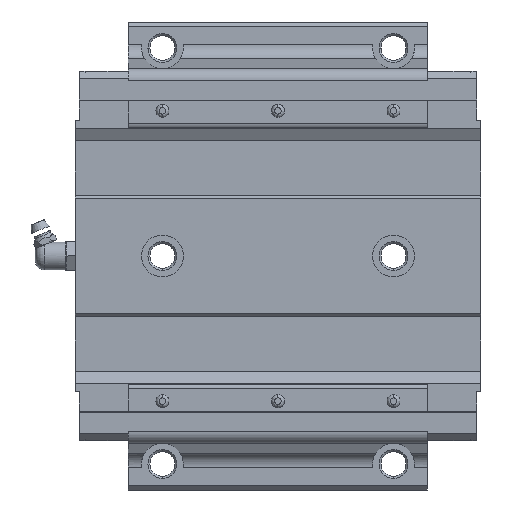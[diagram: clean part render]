
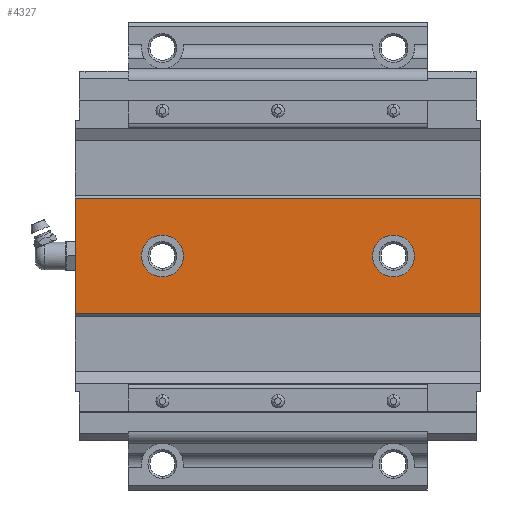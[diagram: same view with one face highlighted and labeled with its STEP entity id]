
A CAD part, front view. The second image highlights one B-rep face of the part: STEP entity #4327.
In plain terms, the highlighted planar face has unit normal (0, -1, 0).
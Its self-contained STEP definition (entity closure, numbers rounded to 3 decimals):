
#33 = EDGE_CURVE ( 'NONE', #3071, #5531, #7017, .T. ) ;
#57 = AXIS2_PLACEMENT_3D ( 'NONE', #6649, #6606, #1375 ) ;
#506 = DIRECTION ( 'NONE',  ( 1., 0., 0. ) ) ;
#969 = ORIENTED_EDGE ( 'NONE', *, *, #6315, .T. ) ;
#971 = DIRECTION ( 'NONE',  ( 0., 0., -1. ) ) ;
#1357 = VERTEX_POINT ( 'NONE', #4626 ) ;
#1375 = DIRECTION ( 'NONE',  ( 0., 0., 1. ) ) ;
#1410 = CARTESIAN_POINT ( 'NONE',  ( -70.25, 19.6, -20. ) ) ;
#1579 = AXIS2_PLACEMENT_3D ( 'NONE', #2195, #6917, #8160 ) ;
#1741 = ORIENTED_EDGE ( 'NONE', *, *, #33, .T. ) ;
#1853 = CIRCLE ( 'NONE', #57, 7.25 ) ;
#1875 = CARTESIAN_POINT ( 'NONE',  ( 40., 19.6, 7.25 ) ) ;
#1986 = CIRCLE ( 'NONE', #4035, 7.25 ) ;
#2179 = DIRECTION ( 'NONE',  ( 0., 1., 0. ) ) ;
#2195 = CARTESIAN_POINT ( 'NONE',  ( -40., 19.6, 0. ) ) ;
#2316 = DIRECTION ( 'NONE',  ( 0., 1., 0. ) ) ;
#2393 = CIRCLE ( 'NONE', #4299, 7.25 ) ;
#2409 = ORIENTED_EDGE ( 'NONE', *, *, #6840, .T. ) ;
#2497 = CARTESIAN_POINT ( 'NONE',  ( 70.25, 19.6, 20. ) ) ;
#2533 = VECTOR ( 'NONE', #5090, 1000. ) ;
#2545 = VECTOR ( 'NONE', #971, 1000. ) ;
#2873 = CARTESIAN_POINT ( 'NONE',  ( -40., 19.6, -7.25 ) ) ;
#2947 = CARTESIAN_POINT ( 'NONE',  ( -70.25, 19.6, -20. ) ) ;
#2956 = LINE ( 'NONE', #3127, #4179 ) ;
#3034 = AXIS2_PLACEMENT_3D ( 'NONE', #3187, #8290, #4473 ) ;
#3041 = CARTESIAN_POINT ( 'NONE',  ( 40., 19.6, 0. ) ) ;
#3071 = VERTEX_POINT ( 'NONE', #3742 ) ;
#3127 = CARTESIAN_POINT ( 'NONE',  ( 70.25, 19.6, -20. ) ) ;
#3187 = CARTESIAN_POINT ( 'NONE',  ( 70.25, 19.6, -20. ) ) ;
#3197 = VERTEX_POINT ( 'NONE', #1410 ) ;
#3240 = ORIENTED_EDGE ( 'NONE', *, *, #7005, .T. ) ;
#3667 = FACE_OUTER_BOUND ( 'NONE', #8474, .T. ) ;
#3742 = CARTESIAN_POINT ( 'NONE',  ( 70.25, 19.6, -20. ) ) ;
#3917 = VECTOR ( 'NONE', #7334, 1000. ) ;
#3946 = EDGE_CURVE ( 'NONE', #7607, #7061, #2393, .T. ) ;
#4035 = AXIS2_PLACEMENT_3D ( 'NONE', #4102, #2179, #6721 ) ;
#4102 = CARTESIAN_POINT ( 'NONE',  ( 40., 19.6, 0. ) ) ;
#4179 = VECTOR ( 'NONE', #506, 1000. ) ;
#4247 = ORIENTED_EDGE ( 'NONE', *, *, #3946, .T. ) ;
#4299 = AXIS2_PLACEMENT_3D ( 'NONE', #3041, #2316, #7630 ) ;
#4327 = ADVANCED_FACE ( 'NONE', ( #3667, #6319, #5083 ), #5162, .T. ) ;
#4459 = CIRCLE ( 'NONE', #1579, 7.25 ) ;
#4473 = DIRECTION ( 'NONE',  ( 0., 0., -1. ) ) ;
#4584 = CARTESIAN_POINT ( 'NONE',  ( 40., 19.6, -7.25 ) ) ;
#4626 = CARTESIAN_POINT ( 'NONE',  ( -40., 19.6, 7.25 ) ) ;
#4943 = ORIENTED_EDGE ( 'NONE', *, *, #7351, .T. ) ;
#4983 = CARTESIAN_POINT ( 'NONE',  ( -70.25, 19.6, 20. ) ) ;
#5083 = FACE_BOUND ( 'NONE', #6187, .T. ) ;
#5090 = DIRECTION ( 'NONE',  ( 0., 0., 1. ) ) ;
#5162 = PLANE ( 'NONE',  #3034 ) ;
#5531 = VERTEX_POINT ( 'NONE', #2497 ) ;
#5654 = ORIENTED_EDGE ( 'NONE', *, *, #7302, .T. ) ;
#6132 = ORIENTED_EDGE ( 'NONE', *, *, #8204, .T. ) ;
#6187 = EDGE_LOOP ( 'NONE', ( #2409, #4247 ) ) ;
#6315 = EDGE_CURVE ( 'NONE', #5531, #7958, #7016, .T. ) ;
#6319 = FACE_BOUND ( 'NONE', #7152, .T. ) ;
#6370 = CARTESIAN_POINT ( 'NONE',  ( 70.25, 19.6, -20. ) ) ;
#6606 = DIRECTION ( 'NONE',  ( 0., 1., 0. ) ) ;
#6649 = CARTESIAN_POINT ( 'NONE',  ( -40., 19.6, 0. ) ) ;
#6721 = DIRECTION ( 'NONE',  ( 0., 0., 1. ) ) ;
#6840 = EDGE_CURVE ( 'NONE', #7061, #7607, #1986, .T. ) ;
#6917 = DIRECTION ( 'NONE',  ( 0., 1., 0. ) ) ;
#7005 = EDGE_CURVE ( 'NONE', #3197, #3071, #2956, .T. ) ;
#7016 = LINE ( 'NONE', #8175, #3917 ) ;
#7017 = LINE ( 'NONE', #6370, #2533 ) ;
#7061 = VERTEX_POINT ( 'NONE', #1875 ) ;
#7152 = EDGE_LOOP ( 'NONE', ( #4943, #5654 ) ) ;
#7302 = EDGE_CURVE ( 'NONE', #7806, #1357, #1853, .T. ) ;
#7334 = DIRECTION ( 'NONE',  ( -1., 0., 0. ) ) ;
#7351 = EDGE_CURVE ( 'NONE', #1357, #7806, #4459, .T. ) ;
#7607 = VERTEX_POINT ( 'NONE', #4584 ) ;
#7630 = DIRECTION ( 'NONE',  ( 0., 0., 1. ) ) ;
#7806 = VERTEX_POINT ( 'NONE', #2873 ) ;
#7958 = VERTEX_POINT ( 'NONE', #4983 ) ;
#8131 = LINE ( 'NONE', #2947, #2545 ) ;
#8160 = DIRECTION ( 'NONE',  ( 0., 0., 1. ) ) ;
#8175 = CARTESIAN_POINT ( 'NONE',  ( 70.25, 19.6, 20. ) ) ;
#8204 = EDGE_CURVE ( 'NONE', #7958, #3197, #8131, .T. ) ;
#8290 = DIRECTION ( 'NONE',  ( 0., -1., 0. ) ) ;
#8474 = EDGE_LOOP ( 'NONE', ( #1741, #969, #6132, #3240 ) ) ;
